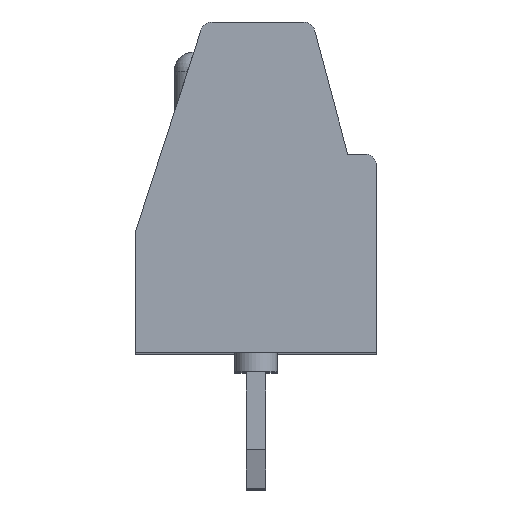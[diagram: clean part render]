
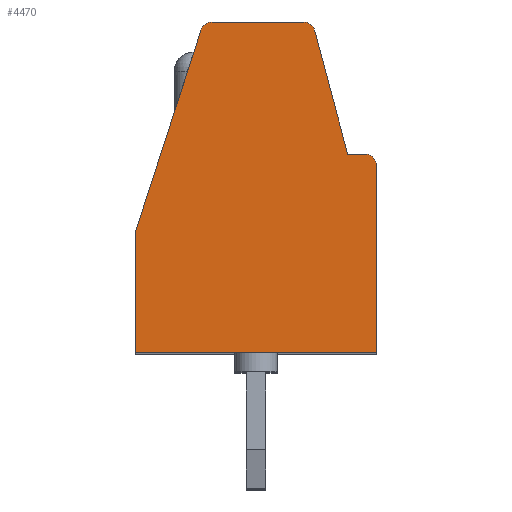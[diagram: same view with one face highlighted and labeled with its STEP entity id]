
A CAD part, top view. The second image highlights one B-rep face of the part: STEP entity #4470.
In plain terms, the highlighted face is planar.
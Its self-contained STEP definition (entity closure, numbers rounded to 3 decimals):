
#3570=CARTESIAN_POINT('',(0.,0.,
   -4.04));
#3580=DIRECTION('',(0.,0.,
   1.));
#3590=DIRECTION('',(1.,0.,
   0.));
#3600=AXIS2_PLACEMENT_3D('',#3570,#3580,#3590);
#3610=PLANE('',#3600);
#3620=CARTESIAN_POINT('',(-74.37,6.451
   ,-4.04));
#3630=DIRECTION('',(1.,0.,
   0.));
#3640=VECTOR('',#3630,1.);
#3650=LINE('',#3620,#3640);
#3660=CARTESIAN_POINT('',(-24.323,6.451
   ,-4.04));
#3670=VERTEX_POINT('',#3660);
#3680=CARTESIAN_POINT('',(-18.123,6.451
   ,-4.04));
#3690=VERTEX_POINT('',#3680);
#3700=EDGE_CURVE('',#3670,#3690,#3650,.T.);
#3710=ORIENTED_EDGE('',*,*,#3700,.F.);
#3720=CARTESIAN_POINT('',(-18.123,6.451
   ,-4.04));
#3730=DIRECTION('',(0.,1.,
   0.));
#3740=VECTOR('',#3730,1.);
#3750=LINE('',#3720,#3740);
#3760=CARTESIAN_POINT('',(-18.123,9.565
   ,-4.04));
#3770=VERTEX_POINT('',#3760);
#3780=EDGE_CURVE('',#3690,#3770,#3750,.T.);
#3790=ORIENTED_EDGE('',*,*,#3780,.F.);
#3800=CARTESIAN_POINT('',(-19.123,12.643
   ,-4.04));
#3810=DIRECTION('',(0.309,-0.951,
   0.));
#3820=VECTOR('',#3810,1.);
#3830=LINE('',#3800,#3820);
#3840=CARTESIAN_POINT('',(-19.805,14.744
   ,-4.04));
#3850=VERTEX_POINT('',#3840);
#3860=EDGE_CURVE('',#3850,#3770,#3830,.T.);
#3870=ORIENTED_EDGE('',*,*,#3860,.T.);
#3880=CARTESIAN_POINT('',(-20.091,14.651
   ,-4.04));
#3890=DIRECTION('',(0.,0.,
   1.));
#3900=DIRECTION('',(1.,0.,
   0.));
#3910=AXIS2_PLACEMENT_3D('',#3880,#3890,#3900);
#3920=CIRCLE('',#3910,0.3);
#3930=CARTESIAN_POINT('',(-20.091,14.951
   ,-4.04));
#3940=VERTEX_POINT('',#3930);
#3950=EDGE_CURVE('',#3850,#3940,#3920,.T.);
#3960=ORIENTED_EDGE('',*,*,#3950,.F.);
#3970=CARTESIAN_POINT('',(-22.443,14.951
   ,-4.04));
#3980=DIRECTION('',(1.,0.,
   0.));
#3990=VECTOR('',#3980,1.);
#4000=LINE('',#3970,#3990);
#4010=CARTESIAN_POINT('',(-22.443,14.951
   ,-4.04));
#4020=VERTEX_POINT('',#4010);
#4030=EDGE_CURVE('',#4020,#3940,#4000,.T.);
#4040=ORIENTED_EDGE('',*,*,#4030,.T.);
#4050=CARTESIAN_POINT('',(-22.443,14.651
   ,-4.04));
#4060=DIRECTION('',(0.,0.,
   1.));
#4070=DIRECTION('',(1.,0.,
   0.));
#4080=AXIS2_PLACEMENT_3D('',#4050,#4060,#4070);
#4090=CIRCLE('',#4080,0.3);
#4100=CARTESIAN_POINT('',(-22.732,14.729
   ,-4.04));
#4110=VERTEX_POINT('',#4100);
#4120=EDGE_CURVE('',#4020,#4110,#4090,.T.);
#4130=ORIENTED_EDGE('',*,*,#4120,.F.);
#4140=CARTESIAN_POINT('',(-23.584,11.551
   ,-4.04));
#4150=DIRECTION('',(0.259,0.966,
   0.));
#4160=VECTOR('',#4150,1.);
#4170=LINE('',#4140,#4160);
#4180=CARTESIAN_POINT('',(-23.584,11.551
   ,-4.04));
#4190=VERTEX_POINT('',#4180);
#4200=EDGE_CURVE('',#4190,#4110,#4170,.T.);
#4210=ORIENTED_EDGE('',*,*,#4200,.T.);
#4220=CARTESIAN_POINT('',(-24.023,11.551
   ,-4.04));
#4230=DIRECTION('',(1.,0.,
   0.));
#4240=VECTOR('',#4230,1.);
#4250=LINE('',#4220,#4240);
#4260=CARTESIAN_POINT('',(-24.023,11.551
   ,-4.04));
#4270=VERTEX_POINT('',#4260);
#4280=EDGE_CURVE('',#4270,#4190,#4250,.T.);
#4290=ORIENTED_EDGE('',*,*,#4280,.T.);
#4300=CARTESIAN_POINT('',(-24.023,11.251
   ,-4.04));
#4310=DIRECTION('',(0.,0.,
   1.));
#4320=DIRECTION('',(1.,0.,
   0.));
#4330=AXIS2_PLACEMENT_3D('',#4300,#4310,#4320);
#4340=CIRCLE('',#4330,0.3);
#4350=CARTESIAN_POINT('',(-24.323,11.251
   ,-4.04));
#4360=VERTEX_POINT('',#4350);
#4370=EDGE_CURVE('',#4270,#4360,#4340,.T.);
#4380=ORIENTED_EDGE('',*,*,#4370,.F.);
#4390=CARTESIAN_POINT('',(-24.323,6.601
   ,-4.04));
#4400=DIRECTION('',(0.,-1.,
   0.));
#4410=VECTOR('',#4400,1.);
#4420=LINE('',#4390,#4410);
#4430=EDGE_CURVE('',#4360,#3670,#4420,.T.);
#4440=ORIENTED_EDGE('',*,*,#4430,.F.);
#4450=EDGE_LOOP('',(#4440,#4380,#4290,#4210,#4130,#4040,#3960,#3870,
   #3790,#3710));
#4460=FACE_OUTER_BOUND('',#4450,.T.);
#4470=ADVANCED_FACE('',(#4460),#3610,.F.);
